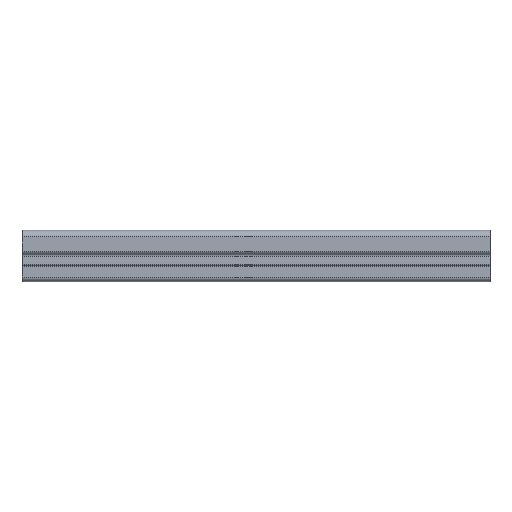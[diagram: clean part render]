
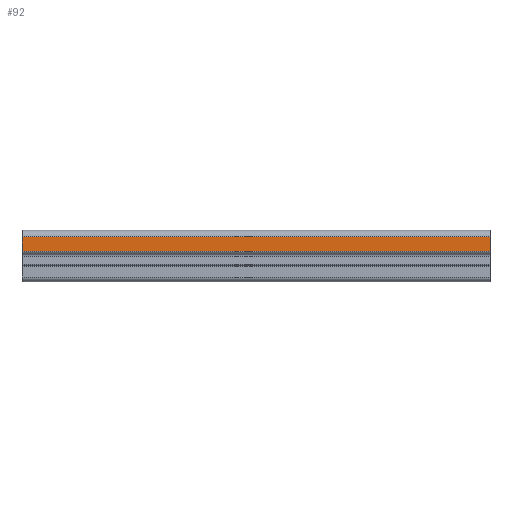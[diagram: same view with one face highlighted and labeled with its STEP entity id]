
A CAD part, left-side view. The second image highlights one B-rep face of the part: STEP entity #92.
In plain terms, the highlighted planar face has unit normal (-1, 0, 0).
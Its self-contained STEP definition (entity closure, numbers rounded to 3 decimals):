
#92 = ADVANCED_FACE( '', ( #233 ), #234, .T. );
#233 = FACE_OUTER_BOUND( '', #420, .T. );
#234 = PLANE( '', #421 );
#420 = EDGE_LOOP( '', ( #675, #676, #677, #678 ) );
#421 = AXIS2_PLACEMENT_3D( '', #679, #680, #681 );
#675 = ORIENTED_EDGE( '', *, *, #1188, .F. );
#676 = ORIENTED_EDGE( '', *, *, #1248, .F. );
#677 = ORIENTED_EDGE( '', *, *, #1249, .T. );
#678 = ORIENTED_EDGE( '', *, *, #1250, .T. );
#679 = CARTESIAN_POINT( '', ( -4.5, 100., 4.1 ) );
#680 = DIRECTION( '', ( -1., 0., 0. ) );
#681 = DIRECTION( '', ( 0., 0., 1. ) );
#1188 = EDGE_CURVE( '', #1430, #1432, #1433, .T. );
#1248 = EDGE_CURVE( '', #1546, #1430, #1547, .T. );
#1249 = EDGE_CURVE( '', #1546, #1548, #1549, .T. );
#1250 = EDGE_CURVE( '', #1548, #1432, #1550, .T. );
#1430 = VERTEX_POINT( '', #1786 );
#1432 = VERTEX_POINT( '', #1788 );
#1433 = LINE( '', #1789, #1790 );
#1546 = VERTEX_POINT( '', #1933 );
#1547 = LINE( '', #1934, #1935 );
#1548 = VERTEX_POINT( '', #1936 );
#1549 = LINE( '', #1937, #1938 );
#1550 = LINE( '', #1939, #1940 );
#1786 = CARTESIAN_POINT( '', ( -4.5, 0., 4.1 ) );
#1788 = CARTESIAN_POINT( '', ( -4.5, 0., 1. ) );
#1789 = CARTESIAN_POINT( '', ( -4.5, 0., 4.1 ) );
#1790 = VECTOR( '', #2243, 1000. );
#1933 = CARTESIAN_POINT( '', ( -4.5, 100., 4.1 ) );
#1934 = CARTESIAN_POINT( '', ( -4.5, 100., 4.1 ) );
#1935 = VECTOR( '', #2355, 1000. );
#1936 = CARTESIAN_POINT( '', ( -4.5, 100., 1. ) );
#1937 = CARTESIAN_POINT( '', ( -4.5, 100., 4.1 ) );
#1938 = VECTOR( '', #2356, 1000. );
#1939 = CARTESIAN_POINT( '', ( -4.5, 100., 1. ) );
#1940 = VECTOR( '', #2357, 1000. );
#2243 = DIRECTION( '', ( 0., 0., -1. ) );
#2355 = DIRECTION( '', ( 0., -1., 0. ) );
#2356 = DIRECTION( '', ( 0., 0., -1. ) );
#2357 = DIRECTION( '', ( 0., -1., 0. ) );
